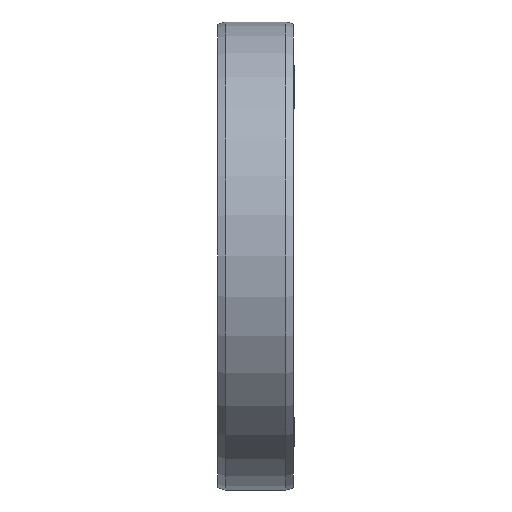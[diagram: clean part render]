
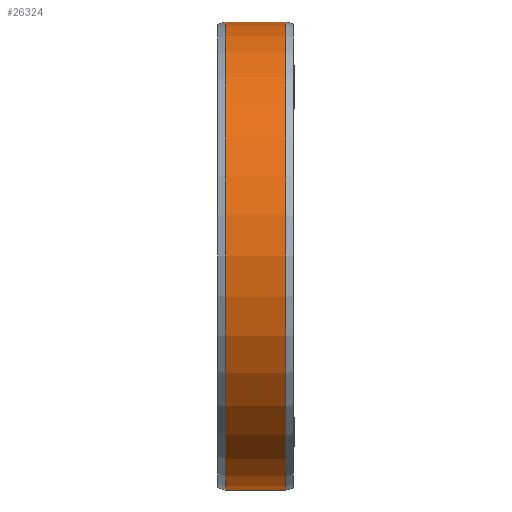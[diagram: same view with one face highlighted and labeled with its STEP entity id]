
A CAD part, left-side view. The second image highlights one B-rep face of the part: STEP entity #26324.
In plain terms, the highlighted cylindrical face has radius 31 mm (diameter 62 mm), a partial arc.
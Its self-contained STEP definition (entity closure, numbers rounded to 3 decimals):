
#25309=CARTESIAN_POINT('',(0.,-4.,0.));
#25310=DIRECTION('',(0.,1.,0.));
#25311=DIRECTION('',(0.,0.,-1.));
#25312=AXIS2_PLACEMENT_3D('',#25309,#25310,#25311);
#25317=DIRECTION('',(0.,1.,0.));
#25318=VECTOR('',#25317,8.);
#25319=CARTESIAN_POINT('',(0.,-4.,-31.));
#25320=LINE('',#25319,#25318);
#25332=DIRECTION('',(0.,1.,0.));
#25333=VECTOR('',#25332,8.);
#25334=CARTESIAN_POINT('',(0.,-4.,31.));
#25335=LINE('',#25334,#25333);
#25686=CARTESIAN_POINT('',(0.,4.,0.));
#25687=DIRECTION('',(0.,1.,0.));
#25688=DIRECTION('',(0.,0.,-1.));
#25689=AXIS2_PLACEMENT_3D('',#25686,#25687,#25688);
#26223=CARTESIAN_POINT('',(0.,-4.,-31.));
#26225=VERTEX_POINT('',#26223);
#26226=CARTESIAN_POINT('',(0.,4.,-31.));
#26227=VERTEX_POINT('',#26226);
#26253=CARTESIAN_POINT('',(0.,-4.,31.));
#26255=VERTEX_POINT('',#26253);
#26256=CARTESIAN_POINT('',(0.,4.,31.));
#26257=VERTEX_POINT('',#26256);
#26309=CARTESIAN_POINT('',(0.,-5.5,0.));
#26310=DIRECTION('',(0.,1.,0.));
#26311=DIRECTION('',(0.,0.,-1.));
#26312=AXIS2_PLACEMENT_3D('',#26309,#26310,#26311);
#26313=CYLINDRICAL_SURFACE('',#26312,31.);
#26315=ORIENTED_EDGE('',*,*,#26314,.T.);
#26317=ORIENTED_EDGE('',*,*,#26316,.T.);
#26319=ORIENTED_EDGE('',*,*,#26318,.F.);
#26321=ORIENTED_EDGE('',*,*,#26320,.F.);
#26322=EDGE_LOOP('',(#26315,#26317,#26319,#26321));
#26323=FACE_OUTER_BOUND('',#26322,.F.);
#25313=CIRCLE('',#25312,31.);
#25690=CIRCLE('',#25689,31.);
#26314=EDGE_CURVE('',#26225,#26227,#25320,.T.);
#26316=EDGE_CURVE('',#26227,#26257,#25690,.T.);
#26318=EDGE_CURVE('',#26255,#26257,#25335,.T.);
#26320=EDGE_CURVE('',#26225,#26255,#25313,.T.);
#26324=ADVANCED_FACE('',(#26323),#26313,.T.);
